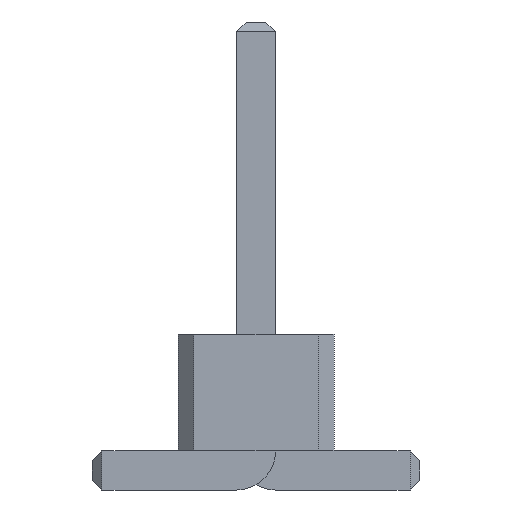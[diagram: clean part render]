
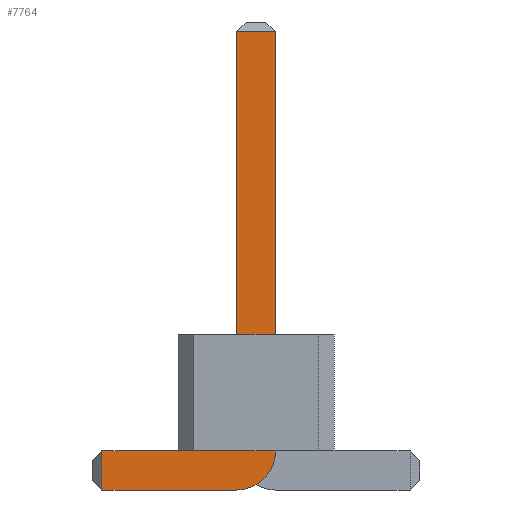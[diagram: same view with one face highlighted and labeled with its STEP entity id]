
A CAD part, front view. The second image highlights one B-rep face of the part: STEP entity #7764.
In plain terms, the highlighted planar face has unit normal (0, -1, 0).
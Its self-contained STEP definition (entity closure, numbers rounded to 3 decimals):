
#13=DIRECTION('',(0.,0.,1.));
#27=VECTOR('',#13,1.);
#56=DIRECTION('',(0.,-1.,0.));
#67=DIRECTION('',(1.,0.,0.));
#1637=VECTOR('',#67,1.);
#1690=DIRECTION('',(-1.,0.,0.));
#3257=VECTOR('',#1690,1.);
#3479=DIRECTION('',(0.,0.,-1.));
#3496=VECTOR('',#3479,1.);
#7619=DIRECTION('',(0.,-1.,0.));
#7620=DIRECTION('',(-1.,0.,0.));
#7627=VERTEX_POINT('',#7628);
#7628=CARTESIAN_POINT('',(-1.975,-27.25,0.));
#7630=ORIENTED_EDGE('',*,*,#7631,.T.);
#7631=EDGE_CURVE('',#7627,#7632,#7634,.T.);
#7632=VERTEX_POINT('',#7633);
#7633=CARTESIAN_POINT('',(-0.25,-27.25,0.));
#7634=LINE('',#7635,#1637);
#7635=CARTESIAN_POINT('',(-2.1,-27.25,0.));
#7667=VERTEX_POINT('',#7668);
#7668=CARTESIAN_POINT('',(0.25,-27.25,0.5));
#7671=EDGE_CURVE('',#7632,#7667,#7672,.T.);
#7672=CIRCLE('',#7673,0.5);
#7673=AXIS2_PLACEMENT_3D('',#7674,#56,#3479);
#7674=CARTESIAN_POINT('',(-0.25,-27.25,0.5));
#7682=VERTEX_POINT('',#7674);
#7684=ORIENTED_EDGE('',*,*,#7685,.T.);
#7685=EDGE_CURVE('',#7682,#7686,#7688,.T.);
#7686=VERTEX_POINT('',#7687);
#7687=CARTESIAN_POINT('',(-1.975,-27.25,0.5));
#7688=LINE('',#7674,#3257);
#7698=ORIENTED_EDGE('',*,*,#7699,.T.);
#7699=EDGE_CURVE('',#7667,#7700,#7702,.T.);
#7700=VERTEX_POINT('',#7701);
#7701=CARTESIAN_POINT('',(0.25,-27.25,5.875));
#7702=LINE('',#7703,#27);
#7703=CARTESIAN_POINT('',(0.25,-27.25,0.));
#7715=VERTEX_POINT('',#7716);
#7716=CARTESIAN_POINT('',(-0.25,-27.25,5.875));
#7718=ORIENTED_EDGE('',*,*,#7719,.T.);
#7719=EDGE_CURVE('',#7715,#7682,#7720,.T.);
#7720=LINE('',#7721,#3496);
#7721=CARTESIAN_POINT('',(-0.25,-27.25,6.));
#7764=ADVANCED_FACE('',(#7765),#7774,.T.);
#7765=FACE_BOUND('',#7766,.T.);
#7766=EDGE_LOOP('',(#7630,#7767,#7698,#7768,#7718,#7684,#7771));
#7767=ORIENTED_EDGE('',*,*,#7671,.T.);
#7768=ORIENTED_EDGE('',*,*,#7769,.T.);
#7769=EDGE_CURVE('',#7700,#7715,#7770,.T.);
#7770=LINE('',#7701,#3257);
#7771=ORIENTED_EDGE('',*,*,#7772,.T.);
#7772=EDGE_CURVE('',#7686,#7627,#7773,.T.);
#7773=LINE('',#7687,#3496);
#7774=PLANE('',#7775);
#7775=AXIS2_PLACEMENT_3D('',#7776,#7619,#7620);
#7776=CARTESIAN_POINT('',(-0.316,-27.25,2.391));
